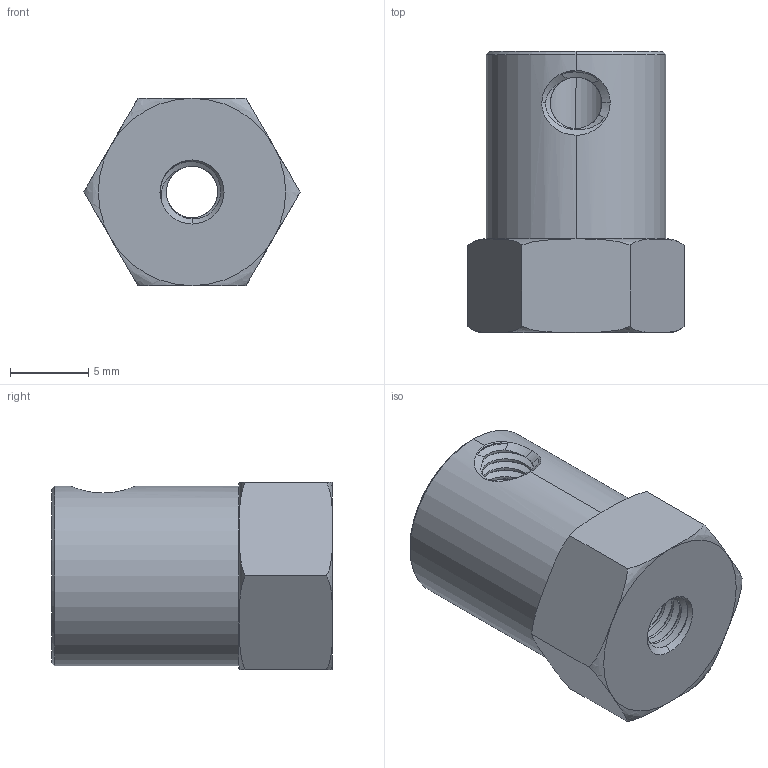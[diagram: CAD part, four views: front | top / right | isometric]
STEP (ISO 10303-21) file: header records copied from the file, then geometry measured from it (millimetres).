
FILE_DESCRIPTION (( 'STEP AP214' ), '1' );
FILE_NAME ('RC Wheel Hex Shaft Coupler 4mm.STEP', '2025-03-19T20:36:12', ( '' ), ( '' ), 'SwSTEP 2.0', 'SolidWorks 2024', '' );
FILE_SCHEMA (( 'AUTOMOTIVE_DESIGN' ));
Length unit declared in the file: millimetre
Products named in the file (1): RC Wheel Hex Shaft Coupler 4mm
Bounding box: 13.86 x 18 x 12 mm (x, y, z)
Volume: 1734.6 mm3; surface area: 1204.6 mm2
Topology: 1 solids, 1 shells, 74 faces, 209 edges, 135 vertices
Faces by surface type: cylinder 34, bspline 16, plane 10, torus 8, cone 6
Entity records: 8759 total; most frequent: CARTESIAN_POINT 7179, ORIENTED_EDGE 418, DIRECTION 213, EDGE_CURVE 209, VERTEX_POINT 135, B_SPLINE_CURVE_WITH_KNOTS 93, AXIS2_PLACEMENT_3D 84, EDGE_LOOP 76
